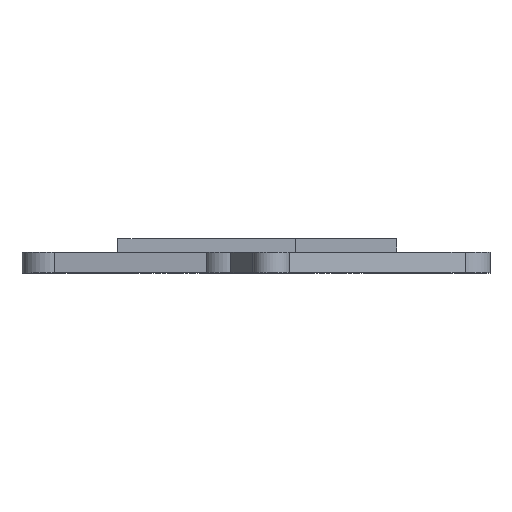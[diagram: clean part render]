
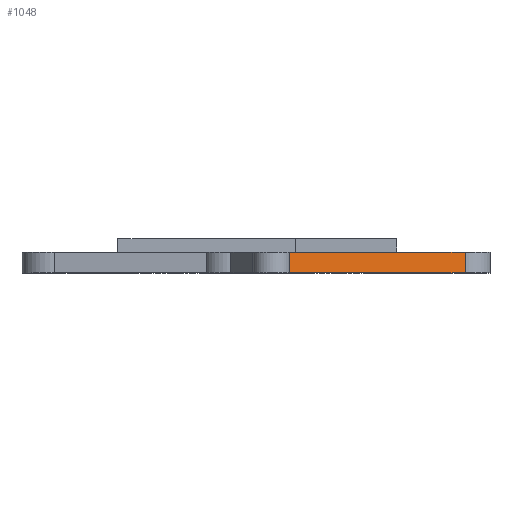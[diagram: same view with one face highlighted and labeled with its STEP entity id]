
A CAD part, top view. The second image highlights one B-rep face of the part: STEP entity #1048.
In plain terms, the highlighted planar face has unit normal (0.516, 0, 0.857).
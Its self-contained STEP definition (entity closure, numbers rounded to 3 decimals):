
#110=FACE_OUTER_BOUND('',#175,.T.);
#175=EDGE_LOOP('',(#791,#792,#793,#794));
#246=LINE('',#1549,#356);
#269=LINE('',#1637,#379);
#270=LINE('',#1641,#380);
#271=LINE('',#1642,#381);
#356=VECTOR('',#1238,10.);
#379=VECTOR('',#1319,10.);
#380=VECTOR('',#1324,10.);
#381=VECTOR('',#1325,10.);
#462=VERTEX_POINT('',#1546);
#463=VERTEX_POINT('',#1548);
#499=VERTEX_POINT('',#1636);
#500=VERTEX_POINT('',#1640);
#568=EDGE_CURVE('',#463,#462,#246,.T.);
#612=EDGE_CURVE('',#463,#499,#269,.T.);
#614=EDGE_CURVE('',#462,#500,#270,.T.);
#615=EDGE_CURVE('',#499,#500,#271,.T.);
#791=ORIENTED_EDGE('',*,*,#568,.T.);
#792=ORIENTED_EDGE('',*,*,#614,.T.);
#793=ORIENTED_EDGE('',*,*,#615,.F.);
#794=ORIENTED_EDGE('',*,*,#612,.F.);
#1008=PLANE('',#1142);
#1048=ADVANCED_FACE('',(#110),#1008,.T.);
#1142=AXIS2_PLACEMENT_3D('',#1639,#1322,#1323);
#1238=DIRECTION('',(-0.857,0.,0.516));
#1319=DIRECTION('',(0.,-1.,0.));
#1322=DIRECTION('center_axis',(0.516,0.,0.857));
#1323=DIRECTION('ref_axis',(-0.857,0.,0.516));
#1324=DIRECTION('',(0.,-1.,0.));
#1325=DIRECTION('',(-0.857,0.,0.516));
#1546=CARTESIAN_POINT('',(8.554,19.5,27.333));
#1548=CARTESIAN_POINT('',(34.25,19.5,11.85));
#1549=CARTESIAN_POINT('',(26.624,19.5,16.445));
#1636=CARTESIAN_POINT('',(34.25,16.5,11.85));
#1637=CARTESIAN_POINT('',(34.25,21.5,11.85));
#1639=CARTESIAN_POINT('Origin',(34.25,21.5,11.85));
#1640=CARTESIAN_POINT('',(8.554,16.5,27.333));
#1641=CARTESIAN_POINT('',(8.554,21.5,27.333));
#1642=CARTESIAN_POINT('',(34.25,16.5,11.85));
